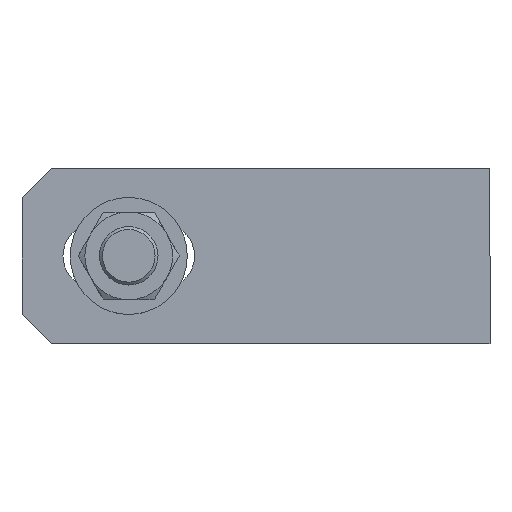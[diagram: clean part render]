
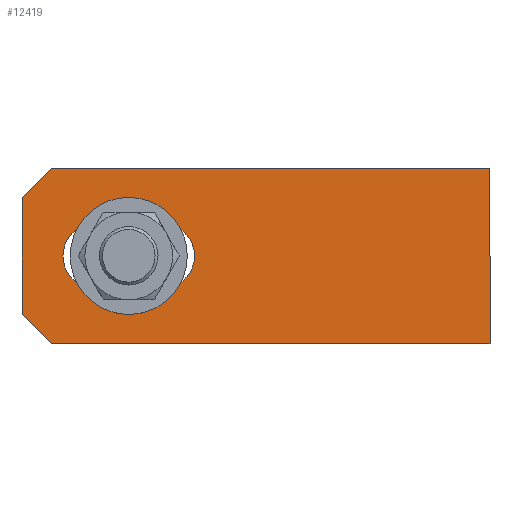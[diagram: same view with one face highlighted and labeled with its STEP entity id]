
A CAD part, top view. The second image highlights one B-rep face of the part: STEP entity #12419.
In plain terms, the highlighted planar face has unit normal (0, 0, 1).
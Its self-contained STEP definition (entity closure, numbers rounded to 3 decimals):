
#57 = DIRECTION ( 'NONE',  ( -1., 0., 0. ) ) ;
#109 = PLANE ( 'NONE',  #9086 ) ;
#154 = VECTOR ( 'NONE', #8877, 1000. ) ;
#435 = CARTESIAN_POINT ( 'NONE',  ( -55., -11., 4. ) ) ;
#1598 = DIRECTION ( 'NONE',  ( 1., 0., 0. ) ) ;
#1729 = LINE ( 'NONE', #18902, #6195 ) ;
#2005 = AXIS2_PLACEMENT_3D ( 'NONE', #7338, #7184, #1598 ) ;
#2239 = LINE ( 'NONE', #15574, #5811 ) ;
#2317 = CARTESIAN_POINT ( 'NONE',  ( -80., -20., 4. ) ) ;
#2793 = ORIENTED_EDGE ( 'NONE', *, *, #13490, .F. ) ;
#3070 = CARTESIAN_POINT ( 'NONE',  ( -55., -11., 4. ) ) ;
#3182 = ORIENTED_EDGE ( 'NONE', *, *, #14756, .T. ) ;
#3264 = VERTEX_POINT ( 'NONE', #2317 ) ;
#3438 = CARTESIAN_POINT ( 'NONE',  ( -70., 30., 4. ) ) ;
#3908 = CARTESIAN_POINT ( 'NONE',  ( -80., -30., 4. ) ) ;
#3999 = CARTESIAN_POINT ( 'NONE',  ( 80., -30., 4. ) ) ;
#4438 = VECTOR ( 'NONE', #17573, 1000. ) ;
#4508 = VERTEX_POINT ( 'NONE', #4939 ) ;
#4939 = CARTESIAN_POINT ( 'NONE',  ( -70., -30., 4. ) ) ;
#5188 = EDGE_CURVE ( 'NONE', #6633, #15364, #21661, .T. ) ;
#5569 = VECTOR ( 'NONE', #11609, 1000. ) ;
#5658 = EDGE_CURVE ( 'NONE', #4508, #10006, #8464, .T. ) ;
#5673 = LINE ( 'NONE', #20942, #17975 ) ;
#5811 = VECTOR ( 'NONE', #19281, 1000. ) ;
#6195 = VECTOR ( 'NONE', #20780, 1000. ) ;
#6326 = EDGE_LOOP ( 'NONE', ( #3182, #23810, #6723, #16938, #15078, #19253 ) ) ;
#6633 = VERTEX_POINT ( 'NONE', #13140 ) ;
#6723 = ORIENTED_EDGE ( 'NONE', *, *, #5658, .T. ) ;
#6896 = DIRECTION ( 'NONE',  ( 0., -1., 0. ) ) ;
#7182 = AXIS2_PLACEMENT_3D ( 'NONE', #13129, #17186, #13284 ) ;
#7184 = DIRECTION ( 'NONE',  ( 0., 0., 1. ) ) ;
#7338 = CARTESIAN_POINT ( 'NONE',  ( -32., 0., 4. ) ) ;
#8464 = LINE ( 'NONE', #3908, #15298 ) ;
#8510 = VERTEX_POINT ( 'NONE', #435 ) ;
#8541 = FACE_OUTER_BOUND ( 'NONE', #6326, .T. ) ;
#8864 = CARTESIAN_POINT ( 'NONE',  ( -50., -50., 4. ) ) ;
#8877 = DIRECTION ( 'NONE',  ( 1., 0., 0. ) ) ;
#9086 = AXIS2_PLACEMENT_3D ( 'NONE', #15147, #11195, #17092 ) ;
#9446 = VERTEX_POINT ( 'NONE', #22622 ) ;
#9896 = CARTESIAN_POINT ( 'NONE',  ( -80., 20., 4. ) ) ;
#10006 = VERTEX_POINT ( 'NONE', #3999 ) ;
#10906 = EDGE_LOOP ( 'NONE', ( #2793, #12465, #13779, #13085 ) ) ;
#11183 = EDGE_CURVE ( 'NONE', #9446, #8510, #23188, .T. ) ;
#11195 = DIRECTION ( 'NONE',  ( 0., 0., 1. ) ) ;
#11609 = DIRECTION ( 'NONE',  ( 0.707, -0.707, 0. ) ) ;
#11688 = EDGE_CURVE ( 'NONE', #3264, #4508, #16950, .T. ) ;
#12124 = EDGE_CURVE ( 'NONE', #10006, #20980, #1729, .T. ) ;
#12273 = CARTESIAN_POINT ( 'NONE',  ( 80., 30., 4. ) ) ;
#12419 = ADVANCED_FACE ( 'NONE', ( #8541, #19356 ), #109, .T. ) ;
#12465 = ORIENTED_EDGE ( 'NONE', *, *, #11183, .F. ) ;
#13085 = ORIENTED_EDGE ( 'NONE', *, *, #5188, .F. ) ;
#13129 = CARTESIAN_POINT ( 'NONE',  ( -55., 0., 4. ) ) ;
#13140 = CARTESIAN_POINT ( 'NONE',  ( -32., -11., 4. ) ) ;
#13284 = DIRECTION ( 'NONE',  ( 1., 0., 0. ) ) ;
#13490 = EDGE_CURVE ( 'NONE', #8510, #6633, #14187, .T. ) ;
#13668 = CARTESIAN_POINT ( 'NONE',  ( -50., 50., 4. ) ) ;
#13779 = ORIENTED_EDGE ( 'NONE', *, *, #23650, .F. ) ;
#14187 = LINE ( 'NONE', #3070, #154 ) ;
#14756 = EDGE_CURVE ( 'NONE', #24141, #3264, #17482, .T. ) ;
#15055 = EDGE_CURVE ( 'NONE', #20980, #21489, #2239, .T. ) ;
#15078 = ORIENTED_EDGE ( 'NONE', *, *, #15055, .T. ) ;
#15147 = CARTESIAN_POINT ( 'NONE',  ( 0., 0., 4. ) ) ;
#15298 = VECTOR ( 'NONE', #15424, 1000. ) ;
#15364 = VERTEX_POINT ( 'NONE', #20908 ) ;
#15424 = DIRECTION ( 'NONE',  ( 1., 0., 0. ) ) ;
#15574 = CARTESIAN_POINT ( 'NONE',  ( -80., 30., 4. ) ) ;
#16938 = ORIENTED_EDGE ( 'NONE', *, *, #12124, .T. ) ;
#16950 = LINE ( 'NONE', #8864, #5569 ) ;
#17092 = DIRECTION ( 'NONE',  ( 1., 0., 0. ) ) ;
#17186 = DIRECTION ( 'NONE',  ( 0., 0., 1. ) ) ;
#17482 = LINE ( 'NONE', #18194, #21940 ) ;
#17573 = DIRECTION ( 'NONE',  ( -0.707, -0.707, 0. ) ) ;
#17975 = VECTOR ( 'NONE', #57, 1000. ) ;
#18194 = CARTESIAN_POINT ( 'NONE',  ( -80., 30., 4. ) ) ;
#18902 = CARTESIAN_POINT ( 'NONE',  ( 80., 30., 4. ) ) ;
#19253 = ORIENTED_EDGE ( 'NONE', *, *, #19870, .T. ) ;
#19281 = DIRECTION ( 'NONE',  ( -1., 0., 0. ) ) ;
#19356 = FACE_BOUND ( 'NONE', #10906, .T. ) ;
#19673 = LINE ( 'NONE', #13668, #4438 ) ;
#19870 = EDGE_CURVE ( 'NONE', #21489, #24141, #19673, .T. ) ;
#20780 = DIRECTION ( 'NONE',  ( 0., 1., 0. ) ) ;
#20908 = CARTESIAN_POINT ( 'NONE',  ( -32., 11., 4. ) ) ;
#20942 = CARTESIAN_POINT ( 'NONE',  ( -55., 11., 4. ) ) ;
#20980 = VERTEX_POINT ( 'NONE', #12273 ) ;
#21489 = VERTEX_POINT ( 'NONE', #3438 ) ;
#21661 = CIRCLE ( 'NONE', #2005, 11. ) ;
#21940 = VECTOR ( 'NONE', #6896, 1000. ) ;
#22622 = CARTESIAN_POINT ( 'NONE',  ( -55., 11., 4. ) ) ;
#23188 = CIRCLE ( 'NONE', #7182, 11. ) ;
#23650 = EDGE_CURVE ( 'NONE', #15364, #9446, #5673, .T. ) ;
#23810 = ORIENTED_EDGE ( 'NONE', *, *, #11688, .T. ) ;
#24141 = VERTEX_POINT ( 'NONE', #9896 ) ;
